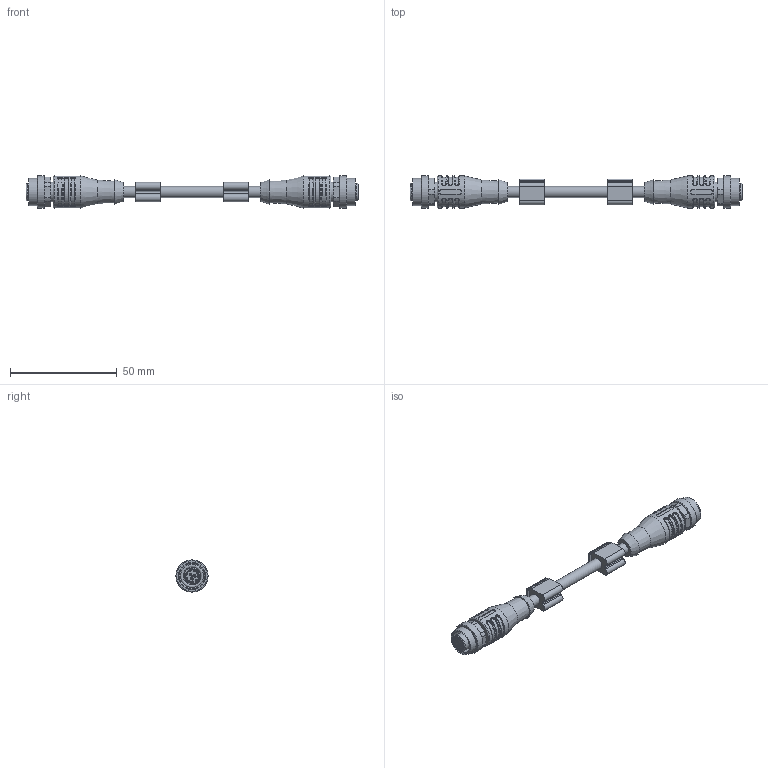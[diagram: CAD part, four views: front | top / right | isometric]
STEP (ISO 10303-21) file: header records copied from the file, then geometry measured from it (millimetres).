
FILE_DESCRIPTION(/* description */ (''),/* implementation_level */ '2;1');
FILE_NAME(/* name */ 'AL-WAKS12-m-AL-WAKS12.stp',/* time_stamp */ '2020-09-23T10:53:21+02:00',/* author */ ('ESCHA GmbH & Co. KG'),/* organization */ ('ESCHA GmbH & Co. KG'),/* preprocessor_version */ 'ST-DEVELOPER v16',/* originating_system */ 'SIEMENS PLM Software NX 10.0',/* authorisation */ '');
FILE_SCHEMA (('AUTOMOTIVE_DESIGN { 1 0 10303 214 3 1 1 1 }'));
Length unit declared in the file: millimetre
Products named in the file (1): AL-WAKS12-m-AL-WASS12_stp
Bounding box: 155.6 x 15 x 15 mm (x, y, z)
Volume: 14418.7 mm3; surface area: 8109.3 mm2
Topology: 1 solids, 1 shells, 841 faces, 2098 edges, 1353 vertices
Faces by surface type: plane 298, extrusion 232, cylinder 145, bspline 108, cone 50, torus 8
Full cylindrical faces by diameter (mm): 0.7 x24, 5.2 x3, 9.3 x2, 10.95 x2, 12.3 x2, 12.8 x2, 15 x4
Entity records: 28670 total; most frequent: CARTESIAN_POINT 11468, ORIENTED_EDGE 3956, DIRECTION 2566, EDGE_CURVE 1978, VERTEX_POINT 1324, EDGE_LOOP 1034, VECTOR 1010, B_SPLINE_CURVE_WITH_KNOTS 866
